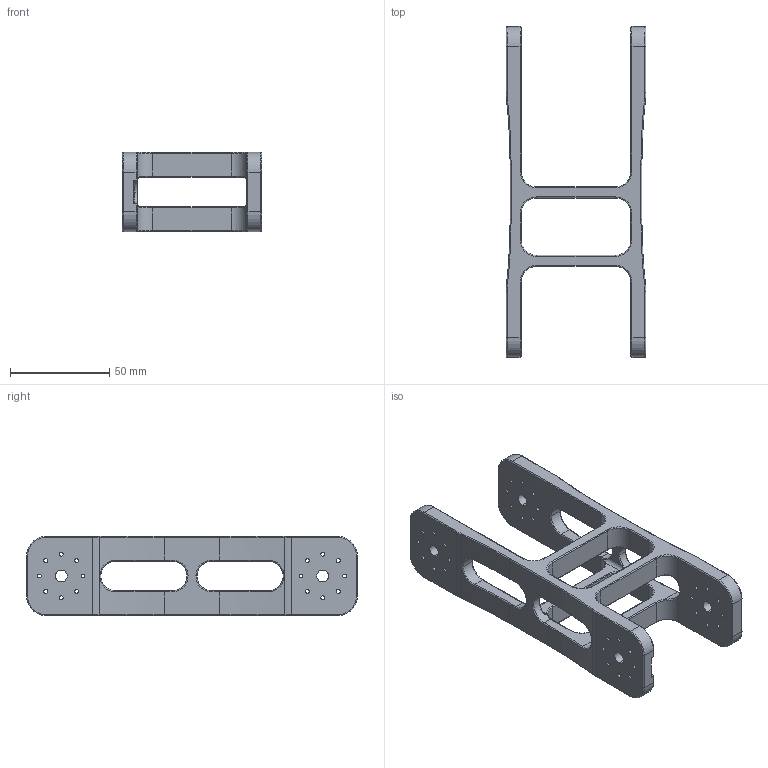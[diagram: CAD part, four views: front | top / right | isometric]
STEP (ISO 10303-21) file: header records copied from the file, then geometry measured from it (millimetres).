
FILE_DESCRIPTION (( 'STEP AP203' ), '1' );
FILE_NAME ('hip_left_Default_sldprt.STEP', '2019-03-01T10:00:12', ( '' ), ( '' ), 'SwSTEP 2.0', 'SolidWorks 2018', '' );
FILE_SCHEMA (( 'CONFIG_CONTROL_DESIGN' ));
Length unit declared in the file: millimetre
Products named in the file (1): hip_left_Default_sldprt
Bounding box: 70.5 x 167 x 40 mm (x, y, z)
Volume: 88065.8 mm3; surface area: 37572.1 mm2
Topology: 1 solids, 1 shells, 377 faces, 954 edges, 567 vertices
Faces by surface type: cylinder 193, torus 100, plane 44, bspline 32, sphere 8
Entity records: 13306 total; most frequent: CARTESIAN_POINT 3835, DIRECTION 2149, ORIENTED_EDGE 1908, EDGE_CURVE 954, AXIS2_PLACEMENT_3D 915, CIRCLE 569, VERTEX_POINT 567, EDGE_LOOP 451
